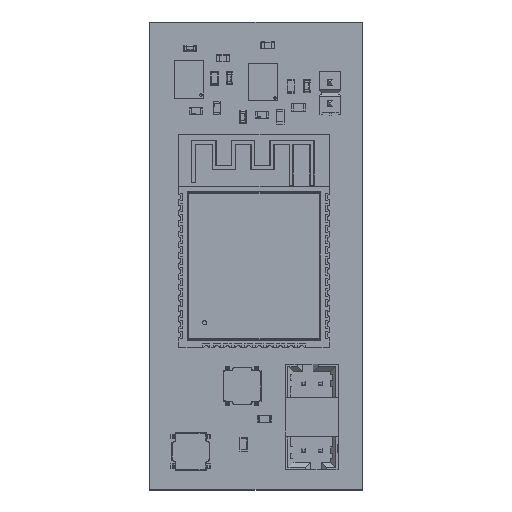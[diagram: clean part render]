
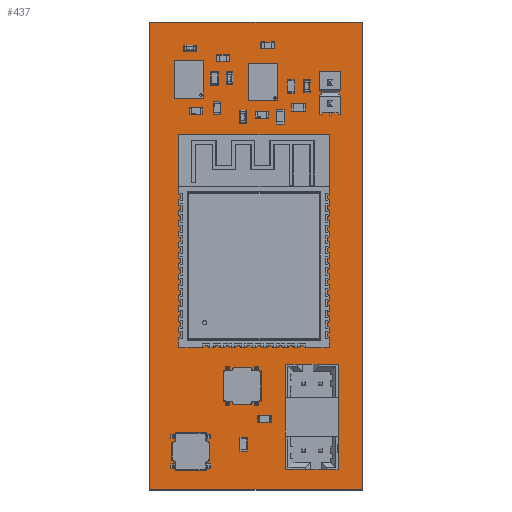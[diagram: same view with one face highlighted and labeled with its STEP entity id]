
A CAD part, top view. The second image highlights one B-rep face of the part: STEP entity #437.
In plain terms, the highlighted planar face has unit normal (0, 0, 1).
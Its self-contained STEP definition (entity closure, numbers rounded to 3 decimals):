
#236 = VERTEX_POINT('',#237);
#237 = CARTESIAN_POINT('',(24.638,24.638,1.627));
#243 = EDGE_CURVE('',#236,#244,#246,.T.);
#244 = VERTEX_POINT('',#245);
#245 = CARTESIAN_POINT('',(50.038,24.638,1.627));
#246 = LINE('',#247,#248);
#247 = CARTESIAN_POINT('',(24.638,24.638,1.627));
#248 = VECTOR('',#249,1.);
#249 = DIRECTION('',(1.,0.,0.));
#274 = EDGE_CURVE('',#244,#275,#277,.T.);
#275 = VERTEX_POINT('',#276);
#276 = CARTESIAN_POINT('',(50.038,80.645,1.627));
#277 = LINE('',#278,#279);
#278 = CARTESIAN_POINT('',(50.038,24.638,1.627));
#279 = VECTOR('',#280,1.);
#280 = DIRECTION('',(0.,1.,0.));
#305 = EDGE_CURVE('',#275,#306,#308,.T.);
#306 = VERTEX_POINT('',#307);
#307 = CARTESIAN_POINT('',(24.638,80.645,1.627));
#308 = LINE('',#309,#310);
#309 = CARTESIAN_POINT('',(50.038,80.645,1.627));
#310 = VECTOR('',#311,1.);
#311 = DIRECTION('',(-1.,0.,0.));
#336 = EDGE_CURVE('',#306,#236,#337,.T.);
#337 = LINE('',#338,#339);
#338 = CARTESIAN_POINT('',(24.638,80.645,1.627));
#339 = VECTOR('',#340,1.);
#340 = DIRECTION('',(0.,-1.,0.));
#360 = VERTEX_POINT('',#361);
#361 = CARTESIAN_POINT('',(46.738,73.406,1.627));
#367 = EDGE_CURVE('',#360,#360,#368,.T.);
#368 = CIRCLE('',#369,0.51);
#369 = AXIS2_PLACEMENT_3D('',#370,#371,#372);
#370 = CARTESIAN_POINT('',(46.228,73.406,1.627));
#371 = DIRECTION('',(0.,0.,1.));
#372 = DIRECTION('',(1.,0.,-0.));
#393 = VERTEX_POINT('',#394);
#394 = CARTESIAN_POINT('',(46.738,70.866,1.627));
#400 = EDGE_CURVE('',#393,#393,#401,.T.);
#401 = CIRCLE('',#402,0.51);
#402 = AXIS2_PLACEMENT_3D('',#403,#404,#405);
#403 = CARTESIAN_POINT('',(46.228,70.866,1.627));
#404 = DIRECTION('',(0.,0.,1.));
#405 = DIRECTION('',(1.,0.,-0.));
#437 = ADVANCED_FACE('',(#438,#444,#447),#450,.T.);
#438 = FACE_BOUND('',#439,.T.);
#439 = EDGE_LOOP('',(#440,#441,#442,#443));
#440 = ORIENTED_EDGE('',*,*,#243,.T.);
#441 = ORIENTED_EDGE('',*,*,#274,.T.);
#442 = ORIENTED_EDGE('',*,*,#305,.T.);
#443 = ORIENTED_EDGE('',*,*,#336,.T.);
#444 = FACE_BOUND('',#445,.T.);
#445 = EDGE_LOOP('',(#446));
#446 = ORIENTED_EDGE('',*,*,#367,.F.);
#447 = FACE_BOUND('',#448,.T.);
#448 = EDGE_LOOP('',(#449));
#449 = ORIENTED_EDGE('',*,*,#400,.F.);
#450 = PLANE('',#451);
#451 = AXIS2_PLACEMENT_3D('',#452,#453,#454);
#452 = CARTESIAN_POINT('',(37.338,52.642,1.627));
#453 = DIRECTION('',(0.,0.,1.));
#454 = DIRECTION('',(1.,0.,-0.));
